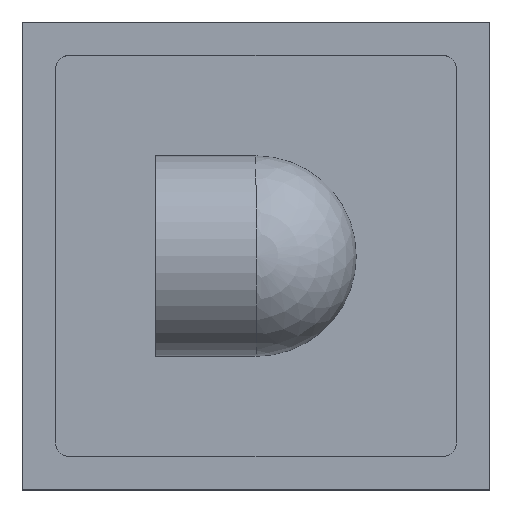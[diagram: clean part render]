
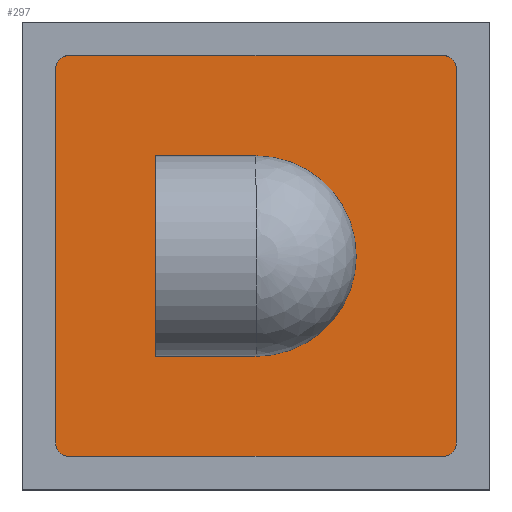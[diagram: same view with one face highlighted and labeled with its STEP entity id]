
A CAD part, top view. The second image highlights one B-rep face of the part: STEP entity #297.
In plain terms, the highlighted planar face has unit normal (0, 0, 1).
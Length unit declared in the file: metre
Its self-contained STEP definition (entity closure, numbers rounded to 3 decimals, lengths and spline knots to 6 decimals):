
#18=CIRCLE('',#329,0.002);
#19=CIRCLE('',#330,0.002);
#20=CIRCLE('',#331,0.002);
#21=CIRCLE('',#332,0.002);
#22=CIRCLE('',#333,0.015);
#29=ORIENTED_EDGE('',*,*,#113,.F.);
#30=ORIENTED_EDGE('',*,*,#114,.T.);
#31=ORIENTED_EDGE('',*,*,#115,.T.);
#32=ORIENTED_EDGE('',*,*,#116,.T.);
#33=ORIENTED_EDGE('',*,*,#117,.T.);
#34=ORIENTED_EDGE('',*,*,#118,.T.);
#35=ORIENTED_EDGE('',*,*,#119,.F.);
#36=ORIENTED_EDGE('',*,*,#120,.T.);
#37=ORIENTED_EDGE('',*,*,#121,.F.);
#38=ORIENTED_EDGE('',*,*,#122,.F.);
#39=ORIENTED_EDGE('',*,*,#123,.T.);
#40=ORIENTED_EDGE('',*,*,#124,.F.);
#113=EDGE_CURVE('',#155,#156,#183,.T.);
#114=EDGE_CURVE('',#155,#157,#18,.F.);
#115=EDGE_CURVE('',#157,#158,#184,.T.);
#116=EDGE_CURVE('',#158,#159,#19,.F.);
#117=EDGE_CURVE('',#159,#160,#185,.T.);
#118=EDGE_CURVE('',#160,#161,#20,.F.);
#119=EDGE_CURVE('',#162,#161,#186,.T.);
#120=EDGE_CURVE('',#162,#156,#21,.F.);
#121=EDGE_CURVE('',#163,#164,#187,.T.);
#122=EDGE_CURVE('',#165,#163,#188,.T.);
#123=EDGE_CURVE('',#165,#166,#189,.T.);
#124=EDGE_CURVE('',#164,#166,#22,.T.);
#155=VERTEX_POINT('',#451);
#156=VERTEX_POINT('',#452);
#157=VERTEX_POINT('',#454);
#158=VERTEX_POINT('',#456);
#159=VERTEX_POINT('',#458);
#160=VERTEX_POINT('',#460);
#161=VERTEX_POINT('',#462);
#162=VERTEX_POINT('',#464);
#163=VERTEX_POINT('',#467);
#164=VERTEX_POINT('',#468);
#165=VERTEX_POINT('',#470);
#166=VERTEX_POINT('',#472);
#183=LINE('',#450,#214);
#184=LINE('',#455,#215);
#185=LINE('',#459,#216);
#186=LINE('',#463,#217);
#187=LINE('',#466,#218);
#188=LINE('',#469,#219);
#189=LINE('',#471,#220);
#214=VECTOR('',#361,1.);
#215=VECTOR('',#364,1.);
#216=VECTOR('',#367,1.);
#217=VECTOR('',#370,1.);
#218=VECTOR('',#373,1.);
#219=VECTOR('',#374,1.);
#220=VECTOR('',#375,1.);
#245=EDGE_LOOP('',(#29,#30,#31,#32,#33,#34,#35,#36));
#246=EDGE_LOOP('',(#37,#38,#39,#40));
#265=FACE_BOUND('',#245,.T.);
#266=FACE_BOUND('',#246,.T.);
#285=PLANE('',#328);
#297=ADVANCED_FACE('',(#265,#266),#285,.F.);
#328=AXIS2_PLACEMENT_3D('',#449,#359,#360);
#329=AXIS2_PLACEMENT_3D('',#453,#362,#363);
#330=AXIS2_PLACEMENT_3D('',#457,#365,#366);
#331=AXIS2_PLACEMENT_3D('',#461,#368,#369);
#332=AXIS2_PLACEMENT_3D('',#465,#371,#372);
#333=AXIS2_PLACEMENT_3D('',#473,#376,#377);
#359=DIRECTION('',(0.,0.,-1.));
#360=DIRECTION('',(1.,0.,0.));
#361=DIRECTION('',(1.,0.,0.));
#362=DIRECTION('',(0.,0.,-1.));
#363=DIRECTION('',(-1.,0.,0.));
#364=DIRECTION('',(0.,-1.,0.));
#365=DIRECTION('',(0.,0.,-1.));
#366=DIRECTION('',(-1.,0.,0.));
#367=DIRECTION('',(1.,0.,0.));
#368=DIRECTION('',(0.,0.,-1.));
#369=DIRECTION('',(-1.,0.,0.));
#370=DIRECTION('',(0.,-1.,0.));
#371=DIRECTION('',(0.,0.,-1.));
#372=DIRECTION('',(-1.,0.,0.));
#373=DIRECTION('',(1.,0.,0.));
#374=DIRECTION('',(0.,-1.,0.));
#375=DIRECTION('',(1.,0.,0.));
#376=DIRECTION('',(0.,0.,1.));
#377=DIRECTION('',(1.,0.,0.));
#449=CARTESIAN_POINT('',(0.,0.,-0.02));
#450=CARTESIAN_POINT('',(0.,0.03,-0.02));
#451=CARTESIAN_POINT('',(-0.028,0.03,-0.02));
#452=CARTESIAN_POINT('',(0.028,0.03,-0.02));
#453=CARTESIAN_POINT('',(-0.028,0.028,-0.02));
#454=CARTESIAN_POINT('',(-0.03,0.028,-0.02));
#455=CARTESIAN_POINT('',(-0.03,0.,-0.02));
#456=CARTESIAN_POINT('',(-0.03,-0.028,-0.02));
#457=CARTESIAN_POINT('',(-0.028,-0.028,-0.02));
#458=CARTESIAN_POINT('',(-0.028,-0.03,-0.02));
#459=CARTESIAN_POINT('',(0.,-0.03,-0.02));
#460=CARTESIAN_POINT('',(0.028,-0.03,-0.02));
#461=CARTESIAN_POINT('',(0.028,-0.028,-0.02));
#462=CARTESIAN_POINT('',(0.03,-0.028,-0.02));
#463=CARTESIAN_POINT('',(0.03,0.,-0.02));
#464=CARTESIAN_POINT('',(0.03,0.028,-0.02));
#465=CARTESIAN_POINT('',(0.028,0.028,-0.02));
#466=CARTESIAN_POINT('',(-0.015,-0.015,-0.02));
#467=CARTESIAN_POINT('',(-0.015,-0.015,-0.02));
#468=CARTESIAN_POINT('',(0.,-0.015,-0.02));
#469=CARTESIAN_POINT('',(-0.015,-0.0075,-0.02));
#470=CARTESIAN_POINT('',(-0.015,0.015,-0.02));
#471=CARTESIAN_POINT('',(-0.015,0.015,-0.02));
#472=CARTESIAN_POINT('',(0.,0.015,-0.02));
#473=CARTESIAN_POINT('',(0.,0.,-0.02));
